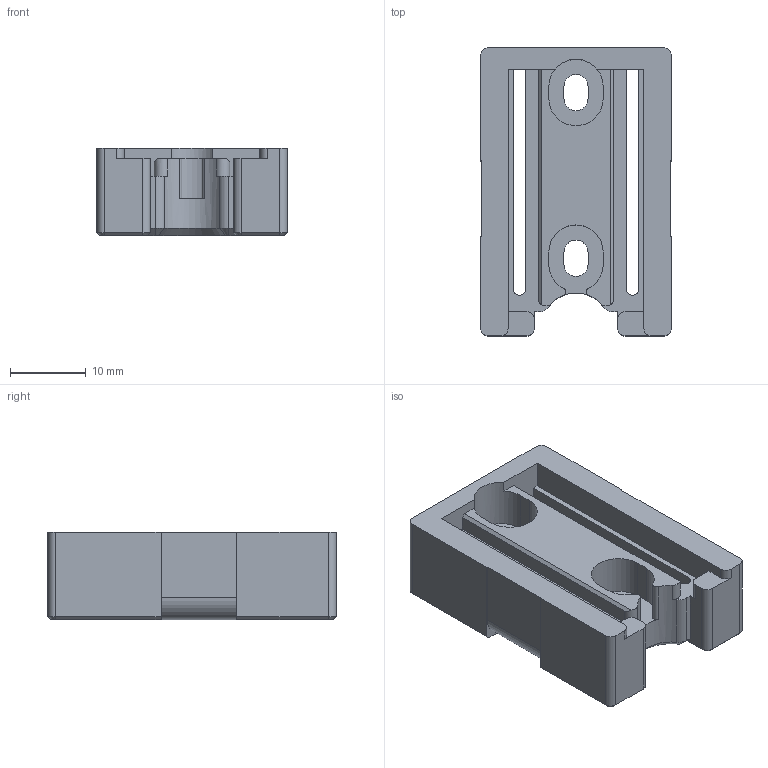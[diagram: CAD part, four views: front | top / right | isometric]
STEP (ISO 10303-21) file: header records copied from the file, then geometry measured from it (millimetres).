
FILE_DESCRIPTION(/* description */ (''),/* implementation_level */ '2;1');
FILE_NAME(/* name */ 'mcu-mount-c.step',/* time_stamp */ '2023-09-16T07:36:02-04:00',/* author */ (''),/* organization */ (''),/* preprocessor_version */ 'ST-DEVELOPER v20',/* originating_system */ 'Autodesk Translation Framework v12.9.0.99',/* authorisation */ '');
FILE_SCHEMA (('AUTOMOTIVE_DESIGN { 1 0 10303 214 3 1 1 }'));
Length unit declared in the file: millimetre
Products named in the file (1): mcu-mount-c
Bounding box: 25.2 x 38.14 x 11.6 mm (x, y, z)
Volume: 7609.3 mm3; surface area: 4820.3 mm2
Topology: 1 solids, 1 shells, 98 faces, 278 edges, 180 vertices
Faces by surface type: plane 59, cylinder 30, cone 9
Entity records: 3227 total; most frequent: CARTESIAN_POINT 557, ORIENTED_EDGE 556, DIRECTION 553, EDGE_CURVE 278, LINE 201, VECTOR 201, VERTEX_POINT 180, AXIS2_PLACEMENT_3D 176
